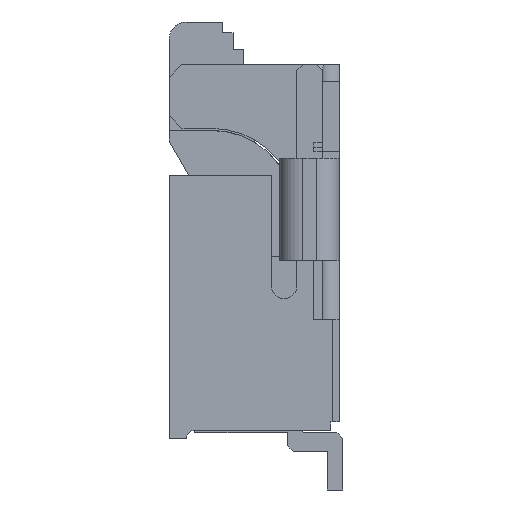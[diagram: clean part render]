
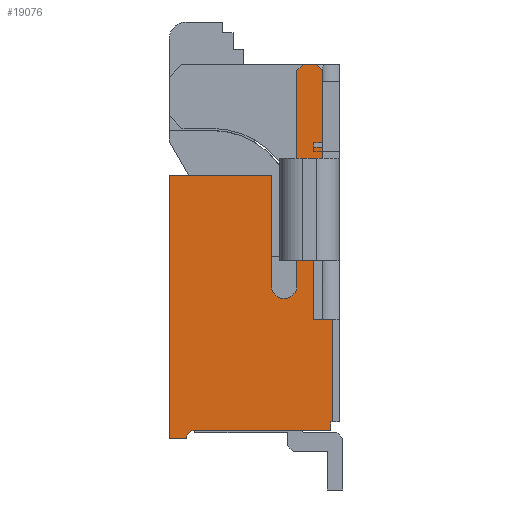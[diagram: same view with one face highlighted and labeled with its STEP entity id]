
A CAD part, left-side view. The second image highlights one B-rep face of the part: STEP entity #19076.
In plain terms, the highlighted planar face has unit normal (-1, 0, 0).
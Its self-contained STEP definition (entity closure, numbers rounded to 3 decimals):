
#240=DIRECTION('',(0.,0.,1.));
#241=VECTOR('',#240,0.1);
#242=CARTESIAN_POINT('',(-8.3,0.1,-4.3));
#243=LINE('',#242,#241);
#252=DIRECTION('',(0.,0.,-1.));
#253=VECTOR('',#252,1.2);
#254=CARTESIAN_POINT('',(-8.3,0.08,-3.));
#255=LINE('',#254,#253);
#256=DIRECTION('',(0.,1.,0.));
#257=VECTOR('',#256,0.02);
#258=CARTESIAN_POINT('',(-8.3,0.08,-4.2));
#259=LINE('',#258,#257);
#260=CARTESIAN_POINT('',(-8.3,1.7,-4.4));
#261=DIRECTION('',(-1.,0.,0.));
#262=DIRECTION('',(0.,0.,1.));
#263=AXIS2_PLACEMENT_3D('',#260,#261,#262);
#265=CARTESIAN_POINT('',(-8.3,0.65,-2.6));
#266=DIRECTION('',(-1.,0.,0.));
#267=DIRECTION('',(0.,1.,0.));
#268=AXIS2_PLACEMENT_3D('',#265,#266,#267);
#270=DIRECTION('',(0.,-0.707,0.707));
#271=VECTOR('',#270,0.106);
#272=CARTESIAN_POINT('',(-8.3,0.5,-0.075));
#273=LINE('',#272,#271);
#274=DIRECTION('',(0.,-1.,0.));
#275=VECTOR('',#274,0.15);
#276=CARTESIAN_POINT('',(-8.3,0.425,0.));
#277=LINE('',#276,#275);
#278=DIRECTION('',(0.,-0.707,-0.707));
#279=VECTOR('',#278,0.106);
#280=CARTESIAN_POINT('',(-8.3,0.275,0.));
#281=LINE('',#280,#279);
#282=DIRECTION('',(0.,1.,0.));
#283=VECTOR('',#282,0.1);
#284=CARTESIAN_POINT('',(-8.3,0.2,-2.3));
#285=LINE('',#284,#283);
#294=DIRECTION('',(0.,1.,0.));
#295=VECTOR('',#294,0.22);
#296=CARTESIAN_POINT('',(-8.3,0.08,-3.));
#297=LINE('',#296,#295);
#315=DIRECTION('',(0.,0.,1.));
#316=VECTOR('',#315,0.7);
#317=CARTESIAN_POINT('',(-8.3,0.3,-3.));
#318=LINE('',#317,#316);
#540=DIRECTION('',(0.,0.,1.));
#541=VECTOR('',#540,0.13);
#542=CARTESIAN_POINT('',(-8.3,0.2,-1.1));
#543=LINE('',#542,#541);
#626=DIRECTION('',(0.,0.,-1.));
#627=VECTOR('',#626,1.025);
#628=CARTESIAN_POINT('',(-8.3,0.5,-0.075));
#629=LINE('',#628,#627);
#639=DIRECTION('',(0.,0.,-1.));
#640=VECTOR('',#639,0.3);
#641=CARTESIAN_POINT('',(-8.3,0.5,-2.3));
#642=LINE('',#641,#640);
#754=DIRECTION('',(0.,0.,-1.));
#755=VECTOR('',#754,3.1);
#756=CARTESIAN_POINT('',(-8.3,2.,-1.3));
#757=LINE('',#756,#755);
#4070=DIRECTION('',(0.,-1.,0.));
#4071=VECTOR('',#4070,1.6);
#4072=CARTESIAN_POINT('',(-8.3,1.7,-4.3));
#4073=LINE('',#4072,#4071);
#12434=DIRECTION('',(0.,-1.,0.));
#12435=VECTOR('',#12434,0.2);
#12436=CARTESIAN_POINT('',(-8.3,2.,-4.4));
#12437=LINE('',#12436,#12435);
#12931=DIRECTION('',(0.,1.,0.));
#12932=VECTOR('',#12931,1.2);
#12933=CARTESIAN_POINT('',(-8.3,0.8,-1.3));
#12934=LINE('',#12933,#12932);
#12951=DIRECTION('',(0.,0.,1.));
#12952=VECTOR('',#12951,1.3);
#12953=CARTESIAN_POINT('',(-8.3,0.8,-2.6));
#12954=LINE('',#12953,#12952);
#13562=DIRECTION('',(0.,0.,-1.));
#13563=VECTOR('',#13562,1.2);
#13564=CARTESIAN_POINT('',(-8.3,0.5,-1.1));
#13565=LINE('',#13564,#13563);
#13594=DIRECTION('',(0.,0.,1.));
#13595=VECTOR('',#13594,1.2);
#13596=CARTESIAN_POINT('',(-8.3,0.2,-2.3));
#13597=LINE('',#13596,#13595);
#13606=DIRECTION('',(0.,1.,0.));
#13607=VECTOR('',#13606,0.1);
#13608=CARTESIAN_POINT('',(-8.3,0.2,-0.97));
#13609=LINE('',#13608,#13607);
#13614=DIRECTION('',(0.,0.,1.));
#13615=VECTOR('',#13614,0.05);
#13616=CARTESIAN_POINT('',(-8.3,0.3,-0.97));
#13617=LINE('',#13616,#13615);
#13631=DIRECTION('',(0.,-1.,0.));
#13632=VECTOR('',#13631,0.1);
#13633=CARTESIAN_POINT('',(-8.3,0.3,-0.92));
#13634=LINE('',#13633,#13632);
#13647=DIRECTION('',(0.,0.,1.));
#13648=VECTOR('',#13647,0.845);
#13649=CARTESIAN_POINT('',(-8.3,0.2,-0.92));
#13650=LINE('',#13649,#13648);
#13946=CARTESIAN_POINT('',(-8.3,0.425,0.));
#13947=CARTESIAN_POINT('',(-8.3,0.275,0.));
#13948=VERTEX_POINT('',#13946);
#13949=VERTEX_POINT('',#13947);
#14182=CARTESIAN_POINT('',(-8.3,0.1,-4.2));
#14184=VERTEX_POINT('',#14182);
#14187=CARTESIAN_POINT('',(-8.3,0.08,-4.2));
#14189=VERTEX_POINT('',#14187);
#14253=CARTESIAN_POINT('',(-8.3,0.2,-2.3));
#14255=VERTEX_POINT('',#14253);
#14262=CARTESIAN_POINT('',(-8.3,0.5,-2.3));
#14263=VERTEX_POINT('',#14262);
#14368=CARTESIAN_POINT('',(-8.3,0.2,-1.1));
#14369=VERTEX_POINT('',#14368);
#14402=CARTESIAN_POINT('',(-8.3,0.08,-3.));
#14403=VERTEX_POINT('',#14402);
#14404=CARTESIAN_POINT('',(-8.3,0.1,-4.3));
#14405=VERTEX_POINT('',#14404);
#14406=CARTESIAN_POINT('',(-8.3,1.7,-4.3));
#14407=VERTEX_POINT('',#14406);
#14408=CARTESIAN_POINT('',(-8.3,1.8,-4.4));
#14409=VERTEX_POINT('',#14408);
#14410=CARTESIAN_POINT('',(-8.3,2.,-1.3));
#14411=CARTESIAN_POINT('',(-8.3,2.,-4.4));
#14412=VERTEX_POINT('',#14410);
#14413=VERTEX_POINT('',#14411);
#14414=CARTESIAN_POINT('',(-8.3,0.8,-1.3));
#14415=VERTEX_POINT('',#14414);
#14416=CARTESIAN_POINT('',(-8.3,0.8,-2.6));
#14417=VERTEX_POINT('',#14416);
#14418=CARTESIAN_POINT('',(-8.3,0.5,-2.6));
#14419=VERTEX_POINT('',#14418);
#14420=CARTESIAN_POINT('',(-8.3,0.5,-1.1));
#14421=VERTEX_POINT('',#14420);
#14422=CARTESIAN_POINT('',(-8.3,0.3,-0.92));
#14423=CARTESIAN_POINT('',(-8.3,0.2,-0.92));
#14424=VERTEX_POINT('',#14422);
#14425=VERTEX_POINT('',#14423);
#14426=CARTESIAN_POINT('',(-8.3,0.3,-0.97));
#14427=VERTEX_POINT('',#14426);
#14428=CARTESIAN_POINT('',(-8.3,0.2,-0.97));
#14429=VERTEX_POINT('',#14428);
#14430=CARTESIAN_POINT('',(-8.3,0.3,-2.3));
#14431=VERTEX_POINT('',#14430);
#14432=CARTESIAN_POINT('',(-8.3,0.3,-3.));
#14433=VERTEX_POINT('',#14432);
#15138=CARTESIAN_POINT('',(-8.3,0.5,-0.075));
#15139=VERTEX_POINT('',#15138);
#15178=CARTESIAN_POINT('',(-8.3,0.2,-0.075));
#15179=VERTEX_POINT('',#15178);
#19022=CARTESIAN_POINT('',(-8.3,1.04,-2.2));
#19023=DIRECTION('',(1.,0.,0.));
#19024=DIRECTION('',(0.,-1.,0.));
#19025=AXIS2_PLACEMENT_3D('',#19022,#19023,#19024);
#19026=PLANE('',#19025);
#19028=ORIENTED_EDGE('',*,*,#19027,.T.);
#19029=ORIENTED_EDGE('',*,*,#18969,.T.);
#19030=ORIENTED_EDGE('',*,*,#19006,.F.);
#19032=ORIENTED_EDGE('',*,*,#19031,.F.);
#19034=ORIENTED_EDGE('',*,*,#19033,.T.);
#19036=ORIENTED_EDGE('',*,*,#19035,.F.);
#19038=ORIENTED_EDGE('',*,*,#19037,.F.);
#19040=ORIENTED_EDGE('',*,*,#19039,.F.);
#19042=ORIENTED_EDGE('',*,*,#19041,.F.);
#19044=ORIENTED_EDGE('',*,*,#19043,.T.);
#19046=ORIENTED_EDGE('',*,*,#19045,.F.);
#19048=ORIENTED_EDGE('',*,*,#19047,.F.);
#19050=ORIENTED_EDGE('',*,*,#19049,.F.);
#19052=ORIENTED_EDGE('',*,*,#19051,.T.);
#19053=ORIENTED_EDGE('',*,*,#18325,.T.);
#19055=ORIENTED_EDGE('',*,*,#19054,.T.);
#19057=ORIENTED_EDGE('',*,*,#19056,.F.);
#19059=ORIENTED_EDGE('',*,*,#19058,.F.);
#19061=ORIENTED_EDGE('',*,*,#19060,.F.);
#19063=ORIENTED_EDGE('',*,*,#19062,.F.);
#19065=ORIENTED_EDGE('',*,*,#19064,.F.);
#19067=ORIENTED_EDGE('',*,*,#19066,.F.);
#19069=ORIENTED_EDGE('',*,*,#19068,.T.);
#19071=ORIENTED_EDGE('',*,*,#19070,.F.);
#19073=ORIENTED_EDGE('',*,*,#19072,.F.);
#19074=EDGE_LOOP('',(#19028,#19029,#19030,#19032,#19034,#19036,#19038,#19040,
#19042,#19044,#19046,#19048,#19050,#19052,#19053,#19055,#19057,#19059,#19061,
#19063,#19065,#19067,#19069,#19071,#19073));
#19075=FACE_OUTER_BOUND('',#19074,.F.);
#19076=ADVANCED_FACE('',(#19075),#19026,.F.);
#264=CIRCLE('',#263,0.1);
#269=CIRCLE('',#268,0.15);
#18325=EDGE_CURVE('',#13948,#13949,#277,.T.);
#18969=EDGE_CURVE('',#14189,#14184,#259,.T.);
#19006=EDGE_CURVE('',#14405,#14184,#243,.T.);
#19027=EDGE_CURVE('',#14403,#14189,#255,.T.);
#19031=EDGE_CURVE('',#14407,#14405,#4073,.T.);
#19033=EDGE_CURVE('',#14407,#14409,#264,.T.);
#19035=EDGE_CURVE('',#14413,#14409,#12437,.T.);
#19037=EDGE_CURVE('',#14412,#14413,#757,.T.);
#19039=EDGE_CURVE('',#14415,#14412,#12934,.T.);
#19041=EDGE_CURVE('',#14417,#14415,#12954,.T.);
#19043=EDGE_CURVE('',#14417,#14419,#269,.T.);
#19045=EDGE_CURVE('',#14263,#14419,#642,.T.);
#19047=EDGE_CURVE('',#14421,#14263,#13565,.T.);
#19049=EDGE_CURVE('',#15139,#14421,#629,.T.);
#19051=EDGE_CURVE('',#15139,#13948,#273,.T.);
#19054=EDGE_CURVE('',#13949,#15179,#281,.T.);
#19056=EDGE_CURVE('',#14425,#15179,#13650,.T.);
#19058=EDGE_CURVE('',#14424,#14425,#13634,.T.);
#19060=EDGE_CURVE('',#14427,#14424,#13617,.T.);
#19062=EDGE_CURVE('',#14429,#14427,#13609,.T.);
#19064=EDGE_CURVE('',#14369,#14429,#543,.T.);
#19066=EDGE_CURVE('',#14255,#14369,#13597,.T.);
#19068=EDGE_CURVE('',#14255,#14431,#285,.T.);
#19070=EDGE_CURVE('',#14433,#14431,#318,.T.);
#19072=EDGE_CURVE('',#14403,#14433,#297,.T.);
